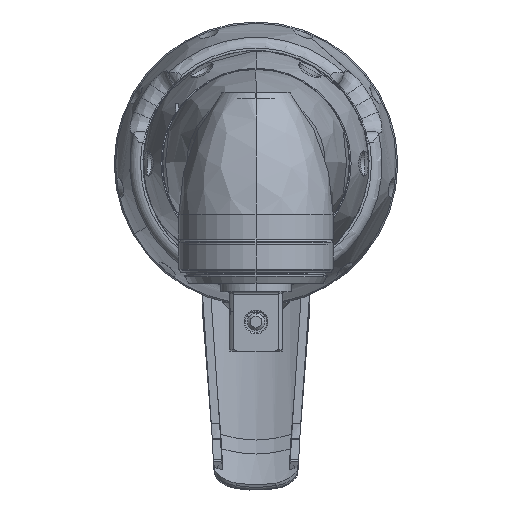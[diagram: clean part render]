
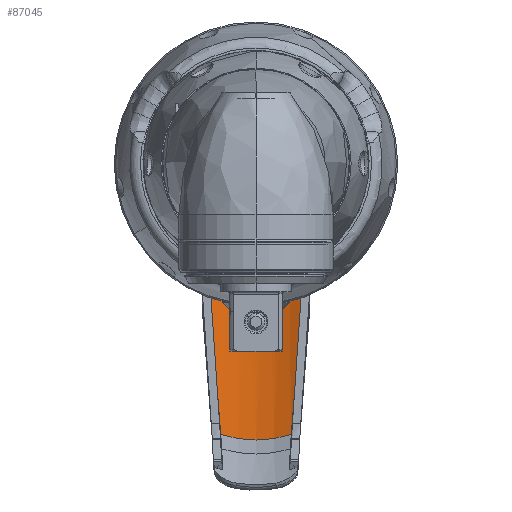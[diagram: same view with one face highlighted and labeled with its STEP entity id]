
A CAD part, top view. The second image highlights one B-rep face of the part: STEP entity #87045.
In plain terms, the highlighted cylindrical face has radius 19 mm (diameter 38 mm), a partial arc.
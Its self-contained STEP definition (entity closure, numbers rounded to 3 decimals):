
#84482=CARTESIAN_POINT('',(-7.684,-3.123,
-1.08));
#84504=CARTESIAN_POINT('',(-7.253,-2.938,
-0.73));
#84505=CARTESIAN_POINT('',(-7.261,-2.942,
-0.772));
#84506=CARTESIAN_POINT('',(-7.295,-2.957,
-0.848));
#84507=CARTESIAN_POINT('',(-7.362,-2.984,
-0.953));
#84508=CARTESIAN_POINT('',(-7.459,-3.025,
-1.032));
#84509=CARTESIAN_POINT('',(-7.571,-3.073,
-1.077));
#84510=CARTESIAN_POINT('',(-7.646,-3.106,
-1.083));
#84511=CARTESIAN_POINT('',(-7.684,-3.123,
-1.08));
#84532=CARTESIAN_POINT('',(7.684,-3.123,
-1.08));
#84533=CARTESIAN_POINT('',(7.779,-3.165,
-1.073));
#84534=CARTESIAN_POINT('',(7.968,-3.251,
-1.058));
#84535=CARTESIAN_POINT('',(8.156,-3.339,
-1.042));
#84536=CARTESIAN_POINT('',(8.25,-3.385,-1.034));
#84541=CARTESIAN_POINT('',(-8.25,-3.385,-1.034));
#84542=CARTESIAN_POINT('',(-8.156,-3.339,
-1.042));
#84543=CARTESIAN_POINT('',(-7.968,-3.251,
-1.058));
#84544=CARTESIAN_POINT('',(-7.779,-3.165,
-1.073));
#84545=CARTESIAN_POINT('',(-7.684,-3.123,
-1.08));
#84623=CARTESIAN_POINT('',(7.684,-3.123,
-1.08));
#84632=CARTESIAN_POINT('',(7.684,-3.123,
-1.08));
#84633=CARTESIAN_POINT('',(7.646,-3.106,
-1.083));
#84634=CARTESIAN_POINT('',(7.571,-3.073,
-1.078));
#84635=CARTESIAN_POINT('',(7.459,-3.025,
-1.032));
#84636=CARTESIAN_POINT('',(7.362,-2.984,
-0.953));
#84637=CARTESIAN_POINT('',(7.295,-2.957,
-0.847));
#84638=CARTESIAN_POINT('',(7.261,-2.942,
-0.774));
#84639=CARTESIAN_POINT('',(7.252,-2.938,
-0.728));
#84648=CARTESIAN_POINT('',(7.252,-2.938,
-0.728));
#84690=CARTESIAN_POINT('',(-7.253,-2.938,
-0.73));
#84691=CARTESIAN_POINT('',(-7.253,-2.938,
-1.089));
#84692=CARTESIAN_POINT('',(-7.25,-2.938,-1.449));
#84693=CARTESIAN_POINT('',(-7.25,-2.938,-1.808));
#84698=DIRECTION('',(0.002,0.,1.));
#84699=VECTOR('',#84698,1.081);
#84700=CARTESIAN_POINT('',(7.25,-2.938,-1.808));
#84701=LINE('',#84700,#84699);
#84705=CARTESIAN_POINT('',(8.25,-3.385,-18.574));
#84706=CARTESIAN_POINT('',(8.099,-3.312,
-24.313));
#84707=CARTESIAN_POINT('',(7.795,-3.17,
-35.894));
#84708=CARTESIAN_POINT('',(7.333,-2.97,
-53.58));
#84709=CARTESIAN_POINT('',(6.863,-2.781,
-71.579));
#84710=CARTESIAN_POINT('',(6.546,-2.662,
-83.789));
#84711=CARTESIAN_POINT('',(6.386,-2.605,
-89.946));
#84716=CARTESIAN_POINT('',(-6.386,-2.605,
-89.946));
#84717=CARTESIAN_POINT('',(-6.546,-2.662,
-83.789));
#84718=CARTESIAN_POINT('',(-6.863,-2.781,
-71.579));
#84719=CARTESIAN_POINT('',(-7.333,-2.97,
-53.58));
#84720=CARTESIAN_POINT('',(-7.795,-3.17,
-35.894));
#84721=CARTESIAN_POINT('',(-8.099,-3.312,
-24.313));
#84722=CARTESIAN_POINT('',(-8.25,-3.385,-18.574));
#84741=CARTESIAN_POINT('',(-7.25,-2.938,-1.808));
#84742=CARTESIAN_POINT('',(-6.042,-2.439,
-2.672));
#84743=CARTESIAN_POINT('',(-3.625,-1.729,-3.902));
#84744=CARTESIAN_POINT('',(0.,-1.386,-4.496));
#84745=CARTESIAN_POINT('',(3.625,-1.729,-3.902));
#84746=CARTESIAN_POINT('',(6.042,-2.439,
-2.672));
#84747=CARTESIAN_POINT('',(7.25,-2.938,-1.808));
#84796=CARTESIAN_POINT('',(-7.253,-2.938,
-0.73));
#84835=DIRECTION('',(0.,0.,1.));
#84836=VECTOR('',#84835,17.54);
#84837=CARTESIAN_POINT('',(8.25,-3.385,-18.574));
#84838=LINE('',#84837,#84836);
#85027=DIRECTION('',(0.,0.,-1.));
#85028=VECTOR('',#85027,17.54);
#85029=CARTESIAN_POINT('',(-8.25,-3.385,-1.034));
#85030=LINE('',#85029,#85028);
#85487=CARTESIAN_POINT('',(-6.386,-2.605,
-89.993));
#85491=CARTESIAN_POINT('',(-6.386,-2.605,
-89.946));
#85513=CARTESIAN_POINT('',(-7.963,-3.249,
-89.993));
#85514=CARTESIAN_POINT('',(-7.447,-3.011,
-89.977));
#85515=CARTESIAN_POINT('',(-6.921,-2.796,
-89.961));
#85516=CARTESIAN_POINT('',(-6.386,-2.605,
-89.946));
#85846=CARTESIAN_POINT('',(-7.963,-3.249,
-89.993));
#85856=CARTESIAN_POINT('',(0.,-20.5,-89.993));
#85857=DIRECTION('',(0.,0.,1.));
#85858=DIRECTION('',(-0.336,0.942,0.));
#85859=AXIS2_PLACEMENT_3D('',#85856,#85857,#85858);
#85869=CARTESIAN_POINT('',(6.386,-2.605,
-89.993));
#85874=CARTESIAN_POINT('',(0.,-20.5,-89.993));
#85875=DIRECTION('',(0.,0.,1.));
#85876=DIRECTION('',(0.419,0.908,0.));
#85877=AXIS2_PLACEMENT_3D('',#85874,#85875,#85876);
#85887=CARTESIAN_POINT('',(7.963,-3.249,
-89.993));
#85939=CARTESIAN_POINT('',(0.,-20.5,-89.993));
#85940=DIRECTION('',(0.,0.,1.));
#85941=DIRECTION('',(0.336,0.942,0.));
#85942=AXIS2_PLACEMENT_3D('',#85939,#85940,#85941);
#86001=CARTESIAN_POINT('',(6.386,-2.605,
-89.946));
#86002=CARTESIAN_POINT('',(6.921,-2.796,
-89.961));
#86003=CARTESIAN_POINT('',(7.447,-3.011,
-89.977));
#86004=CARTESIAN_POINT('',(7.963,-3.249,
-89.993));
#86386=VERTEX_POINT('',#85846);
#86389=VERTEX_POINT('',#85487);
#86390=VERTEX_POINT('',#85491);
#86398=VERTEX_POINT('',#84722);
#86399=VERTEX_POINT('',#85887);
#86403=VERTEX_POINT('',#85869);
#86409=CARTESIAN_POINT('',(6.386,-2.605,
-89.946));
#86410=VERTEX_POINT('',#86409);
#86411=VERTEX_POINT('',#84705);
#86491=CARTESIAN_POINT('',(8.25,-3.385,-1.034));
#86493=VERTEX_POINT('',#86491);
#86495=CARTESIAN_POINT('',(-8.25,-3.385,-1.034));
#86497=VERTEX_POINT('',#86495);
#86501=VERTEX_POINT('',#84741);
#86502=VERTEX_POINT('',#84747);
#86526=VERTEX_POINT('',#84623);
#86528=VERTEX_POINT('',#84482);
#86533=VERTEX_POINT('',#84648);
#86534=VERTEX_POINT('',#84796);
#87012=CARTESIAN_POINT('',(0.,-20.5,0.));
#87013=DIRECTION('',(0.,0.,-1.));
#87014=DIRECTION('',(0.,1.,0.));
#87015=AXIS2_PLACEMENT_3D('',#87012,#87013,#87014);
#87016=CYLINDRICAL_SURFACE('',#87015,19.);
#87017=ORIENTED_EDGE('',*,*,#86840,.T.);
#87018=ORIENTED_EDGE('',*,*,#86791,.F.);
#87019=ORIENTED_EDGE('',*,*,#86701,.T.);
#87021=ORIENTED_EDGE('',*,*,#87020,.T.);
#87022=ORIENTED_EDGE('',*,*,#86997,.T.);
#87023=ORIENTED_EDGE('',*,*,#86934,.F.);
#87024=ORIENTED_EDGE('',*,*,#86820,.T.);
#87026=ORIENTED_EDGE('',*,*,#87025,.F.);
#87028=ORIENTED_EDGE('',*,*,#87027,.T.);
#87030=ORIENTED_EDGE('',*,*,#87029,.T.);
#87032=ORIENTED_EDGE('',*,*,#87031,.T.);
#87034=ORIENTED_EDGE('',*,*,#87033,.T.);
#87036=ORIENTED_EDGE('',*,*,#87035,.T.);
#87038=ORIENTED_EDGE('',*,*,#87037,.T.);
#87040=ORIENTED_EDGE('',*,*,#87039,.T.);
#87042=ORIENTED_EDGE('',*,*,#87041,.F.);
#87043=EDGE_LOOP('',(#87017,#87018,#87019,#87021,#87022,#87023,#87024,#87026,
#87028,#87030,#87032,#87034,#87036,#87038,#87040,#87042));
#87044=FACE_OUTER_BOUND('',#87043,.F.);
#87045=ADVANCED_FACE('',(#87044),#87016,.F.);
#84512=B_SPLINE_CURVE_WITH_KNOTS('',3,(#84504,#84505,#84506,#84507,#84508,
#84509,#84510,#84511),.UNSPECIFIED.,.F.,.F.,(4,1,1,1,1,4),(0.,0.2,0.4,
0.6,0.8,1.),.UNSPECIFIED.);
#84537=B_SPLINE_CURVE_WITH_KNOTS('',3,(#84532,#84533,#84534,#84535,#84536),
.UNSPECIFIED.,.F.,.F.,(4,1,4),(0.,0.5,1.),.UNSPECIFIED.);
#84546=B_SPLINE_CURVE_WITH_KNOTS('',3,(#84541,#84542,#84543,#84544,#84545),
.UNSPECIFIED.,.F.,.F.,(4,1,4),(0.,0.5,1.),.UNSPECIFIED.);
#84640=B_SPLINE_CURVE_WITH_KNOTS('',3,(#84632,#84633,#84634,#84635,#84636,
#84637,#84638,#84639),.UNSPECIFIED.,.F.,.F.,(4,1,1,1,1,4),(0.,0.2,0.4,
0.6,0.8,1.),.UNSPECIFIED.);
#84694=B_SPLINE_CURVE_WITH_KNOTS('',3,(#84690,#84691,#84692,#84693),
.UNSPECIFIED.,.F.,.F.,(4,4),(0.,1.),.UNSPECIFIED.);
#84712=B_SPLINE_CURVE_WITH_KNOTS('',3,(#84705,#84706,#84707,#84708,#84709,
#84710,#84711),.UNSPECIFIED.,.F.,.F.,(4,1,1,1,4),(0.,0.25,0.5,0.75,
1.),.UNSPECIFIED.);
#84723=B_SPLINE_CURVE_WITH_KNOTS('',3,(#84716,#84717,#84718,#84719,#84720,
#84721,#84722),.UNSPECIFIED.,.F.,.F.,(4,1,1,1,4),(0.,0.25,0.5,0.75,
1.),.UNSPECIFIED.);
#84748=B_SPLINE_CURVE_WITH_KNOTS('',3,(#84741,#84742,#84743,#84744,#84745,
#84746,#84747),.UNSPECIFIED.,.F.,.F.,(4,1,1,1,4),(0.,0.25,0.5,0.75,
1.),.UNSPECIFIED.);
#85517=B_SPLINE_CURVE_WITH_KNOTS('',3,(#85513,#85514,#85515,#85516),
.UNSPECIFIED.,.F.,.F.,(4,4),(0.,1.),.UNSPECIFIED.);
#85860=CIRCLE('',#85859,19.);
#85878=CIRCLE('',#85877,19.);
#85943=CIRCLE('',#85942,19.);
#86005=B_SPLINE_CURVE_WITH_KNOTS('',3,(#86001,#86002,#86003,#86004),
.UNSPECIFIED.,.F.,.F.,(4,4),(0.,1.),.UNSPECIFIED.);
#86701=EDGE_CURVE('',#86534,#86501,#84694,.T.);
#86791=EDGE_CURVE('',#86534,#86528,#84512,.T.);
#86820=EDGE_CURVE('',#86526,#86493,#84537,.T.);
#86840=EDGE_CURVE('',#86497,#86528,#84546,.T.);
#86934=EDGE_CURVE('',#86526,#86533,#84640,.T.);
#86997=EDGE_CURVE('',#86502,#86533,#84701,.T.);
#87020=EDGE_CURVE('',#86501,#86502,#84748,.T.);
#87025=EDGE_CURVE('',#86411,#86493,#84838,.T.);
#87027=EDGE_CURVE('',#86411,#86410,#84712,.T.);
#87029=EDGE_CURVE('',#86410,#86399,#86005,.T.);
#87031=EDGE_CURVE('',#86399,#86403,#85878,.T.);
#87033=EDGE_CURVE('',#86403,#86389,#85943,.T.);
#87035=EDGE_CURVE('',#86389,#86386,#85860,.T.);
#87037=EDGE_CURVE('',#86386,#86390,#85517,.T.);
#87039=EDGE_CURVE('',#86390,#86398,#84723,.T.);
#87041=EDGE_CURVE('',#86497,#86398,#85030,.T.);
